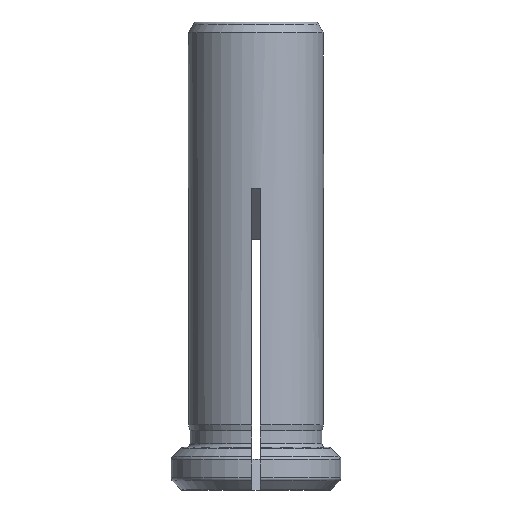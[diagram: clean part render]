
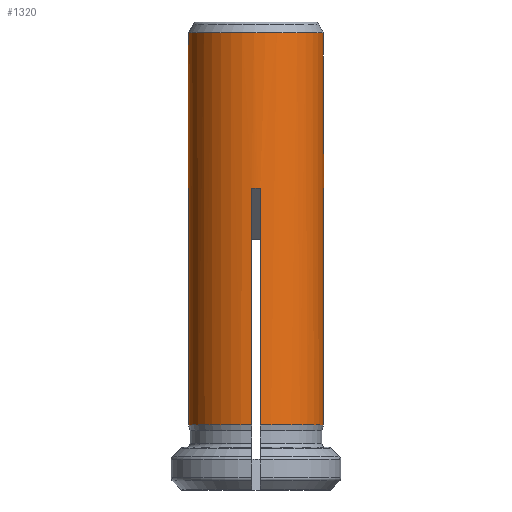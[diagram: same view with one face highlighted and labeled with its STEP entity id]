
A CAD part, front view. The second image highlights one B-rep face of the part: STEP entity #1320.
In plain terms, the highlighted cylindrical face has radius 6.35 mm (diameter 12.7 mm), a full revolution.
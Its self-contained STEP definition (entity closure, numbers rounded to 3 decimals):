
#28=ELLIPSE('',#1461,8.98,6.35);
#29=ELLIPSE('',#1462,8.98,6.35);
#30=ELLIPSE('',#1463,8.98,6.35);
#31=ELLIPSE('',#1464,8.98,6.35);
#161=CIRCLE('',#1353,6.35);
#173=CIRCLE('',#1376,6.35);
#185=CIRCLE('',#1399,6.35);
#199=CIRCLE('',#1425,6.35);
#209=CIRCLE('',#1451,6.35);
#437=ORIENTED_EDGE('',*,*,#764,.T.);
#438=ORIENTED_EDGE('',*,*,#663,.F.);
#439=ORIENTED_EDGE('',*,*,#787,.T.);
#440=ORIENTED_EDGE('',*,*,#788,.T.);
#441=ORIENTED_EDGE('',*,*,#789,.F.);
#442=ORIENTED_EDGE('',*,*,#630,.F.);
#443=ORIENTED_EDGE('',*,*,#790,.T.);
#444=ORIENTED_EDGE('',*,*,#791,.T.);
#445=ORIENTED_EDGE('',*,*,#792,.F.);
#446=ORIENTED_EDGE('',*,*,#733,.F.);
#447=ORIENTED_EDGE('',*,*,#793,.T.);
#448=ORIENTED_EDGE('',*,*,#794,.T.);
#449=ORIENTED_EDGE('',*,*,#795,.F.);
#450=ORIENTED_EDGE('',*,*,#697,.F.);
#451=ORIENTED_EDGE('',*,*,#796,.T.);
#452=ORIENTED_EDGE('',*,*,#797,.T.);
#453=ORIENTED_EDGE('',*,*,#798,.F.);
#630=EDGE_CURVE('',#828,#827,#161,.F.);
#663=EDGE_CURVE('',#851,#852,#173,.F.);
#697=EDGE_CURVE('',#875,#876,#185,.F.);
#733=EDGE_CURVE('',#901,#902,#199,.F.);
#764=EDGE_CURVE('',#932,#932,#209,.T.);
#787=EDGE_CURVE('',#851,#944,#996,.T.);
#788=EDGE_CURVE('',#944,#945,#28,.T.);
#789=EDGE_CURVE('',#827,#945,#997,.T.);
#790=EDGE_CURVE('',#828,#946,#998,.T.);
#791=EDGE_CURVE('',#946,#947,#29,.T.);
#792=EDGE_CURVE('',#902,#947,#999,.T.);
#793=EDGE_CURVE('',#901,#948,#1000,.T.);
#794=EDGE_CURVE('',#948,#949,#30,.T.);
#795=EDGE_CURVE('',#876,#949,#1001,.T.);
#796=EDGE_CURVE('',#875,#950,#1002,.T.);
#797=EDGE_CURVE('',#950,#951,#31,.T.);
#798=EDGE_CURVE('',#852,#951,#1003,.T.);
#827=VERTEX_POINT('',#1871);
#828=VERTEX_POINT('',#1876);
#851=VERTEX_POINT('',#1988);
#852=VERTEX_POINT('',#1990);
#875=VERTEX_POINT('',#2105);
#876=VERTEX_POINT('',#2107);
#901=VERTEX_POINT('',#2227);
#902=VERTEX_POINT('',#2229);
#932=VERTEX_POINT('',#2313);
#944=VERTEX_POINT('',#2379);
#945=VERTEX_POINT('',#2381);
#946=VERTEX_POINT('',#2384);
#947=VERTEX_POINT('',#2386);
#948=VERTEX_POINT('',#2389);
#949=VERTEX_POINT('',#2391);
#950=VERTEX_POINT('',#2394);
#951=VERTEX_POINT('',#2396);
#996=LINE('',#2378,#1064);
#997=LINE('',#2382,#1065);
#998=LINE('',#2383,#1066);
#999=LINE('',#2387,#1067);
#1000=LINE('',#2388,#1068);
#1001=LINE('',#2392,#1069);
#1002=LINE('',#2393,#1070);
#1003=LINE('',#2397,#1071);
#1064=VECTOR('',#1765,1000.);
#1065=VECTOR('',#1768,1000.);
#1066=VECTOR('',#1769,1000.);
#1067=VECTOR('',#1772,1000.);
#1068=VECTOR('',#1773,1000.);
#1069=VECTOR('',#1776,1000.);
#1070=VECTOR('',#1777,1000.);
#1071=VECTOR('',#1780,1000.);
#1154=EDGE_LOOP('',(#437));
#1155=EDGE_LOOP('',(#438,#439,#440,#441,#442,#443,#444,#445,#446,#447,#448,
#449,#450,#451,#452,#453));
#1238=FACE_BOUND('',#1154,.T.);
#1239=FACE_BOUND('',#1155,.T.);
#1266=CYLINDRICAL_SURFACE('',#1460,6.35);
#1320=ADVANCED_FACE('',(#1238,#1239),#1266,.T.);
#1353=AXIS2_PLACEMENT_3D('',#1877,#1511,#1512);
#1376=AXIS2_PLACEMENT_3D('',#1989,#1563,#1564);
#1399=AXIS2_PLACEMENT_3D('',#2106,#1615,#1616);
#1425=AXIS2_PLACEMENT_3D('',#2228,#1673,#1674);
#1451=AXIS2_PLACEMENT_3D('',#2312,#1733,#1734);
#1460=AXIS2_PLACEMENT_3D('',#2377,#1763,#1764);
#1461=AXIS2_PLACEMENT_3D('',#2380,#1766,#1767);
#1462=AXIS2_PLACEMENT_3D('',#2385,#1770,#1771);
#1463=AXIS2_PLACEMENT_3D('',#2390,#1774,#1775);
#1464=AXIS2_PLACEMENT_3D('',#2395,#1778,#1779);
#1511=DIRECTION('',(0.,0.,1.));
#1512=DIRECTION('',(1.,0.,0.));
#1563=DIRECTION('',(0.,0.,1.));
#1564=DIRECTION('',(1.,0.,0.));
#1615=DIRECTION('',(0.,0.,1.));
#1616=DIRECTION('',(1.,0.,0.));
#1673=DIRECTION('',(0.,0.,1.));
#1674=DIRECTION('',(1.,0.,0.));
#1733=DIRECTION('',(0.,0.,-1.));
#1734=DIRECTION('',(-1.,0.,0.));
#1763=DIRECTION('',(0.,0.,1.));
#1764=DIRECTION('',(1.,0.,0.));
#1765=DIRECTION('',(0.,0.,1.));
#1766=DIRECTION('',(0.,0.707,0.707));
#1767=DIRECTION('',(0.,-0.707,0.707));
#1768=DIRECTION('',(0.,0.,1.));
#1769=DIRECTION('',(0.,0.,1.));
#1770=DIRECTION('',(-0.707,0.,0.707));
#1771=DIRECTION('',(0.707,0.,0.707));
#1772=DIRECTION('',(0.,0.,1.));
#1773=DIRECTION('',(0.,0.,1.));
#1774=DIRECTION('',(0.,-0.707,0.707));
#1775=DIRECTION('',(0.,0.707,0.707));
#1776=DIRECTION('',(0.,0.,1.));
#1777=DIRECTION('',(0.,0.,1.));
#1778=DIRECTION('',(0.707,0.,0.707));
#1779=DIRECTION('',(-0.707,0.,0.707));
#1780=DIRECTION('',(0.,0.,1.));
#1871=CARTESIAN_POINT('',(0.4,-6.337,2.127));
#1876=CARTESIAN_POINT('',(6.337,-0.4,2.127));
#1877=CARTESIAN_POINT('',(0.,0.,2.127));
#1988=CARTESIAN_POINT('',(-0.4,-6.337,2.127));
#1989=CARTESIAN_POINT('',(0.,0.,2.127));
#1990=CARTESIAN_POINT('',(-6.337,-0.4,2.127));
#2105=CARTESIAN_POINT('',(-6.337,0.4,2.127));
#2106=CARTESIAN_POINT('',(0.,0.,2.127));
#2107=CARTESIAN_POINT('',(-0.4,6.337,2.127));
#2227=CARTESIAN_POINT('',(0.4,6.337,2.127));
#2228=CARTESIAN_POINT('',(0.,0.,2.127));
#2229=CARTESIAN_POINT('',(6.337,0.4,2.127));
#2312=CARTESIAN_POINT('',(0.,0.,38.973));
#2313=CARTESIAN_POINT('',(-6.35,0.,38.973));
#2377=CARTESIAN_POINT('',(0.,0.,60.));
#2378=CARTESIAN_POINT('',(-0.4,-6.337,60.));
#2379=CARTESIAN_POINT('',(-0.4,-6.337,24.337));
#2380=CARTESIAN_POINT('',(0.,0.,18.));
#2381=CARTESIAN_POINT('',(0.4,-6.337,24.337));
#2382=CARTESIAN_POINT('',(0.4,-6.337,60.));
#2383=CARTESIAN_POINT('',(6.337,-0.4,60.));
#2384=CARTESIAN_POINT('',(6.337,-0.4,24.337));
#2385=CARTESIAN_POINT('',(0.,0.,18.));
#2386=CARTESIAN_POINT('',(6.337,0.4,24.337));
#2387=CARTESIAN_POINT('',(6.337,0.4,60.));
#2388=CARTESIAN_POINT('',(0.4,6.337,60.));
#2389=CARTESIAN_POINT('',(0.4,6.337,24.337));
#2390=CARTESIAN_POINT('',(0.,0.,18.));
#2391=CARTESIAN_POINT('',(-0.4,6.337,24.337));
#2392=CARTESIAN_POINT('',(-0.4,6.337,60.));
#2393=CARTESIAN_POINT('',(-6.337,0.4,60.));
#2394=CARTESIAN_POINT('',(-6.337,0.4,24.337));
#2395=CARTESIAN_POINT('',(0.,0.,18.));
#2396=CARTESIAN_POINT('',(-6.337,-0.4,24.337));
#2397=CARTESIAN_POINT('',(-6.337,-0.4,60.));
